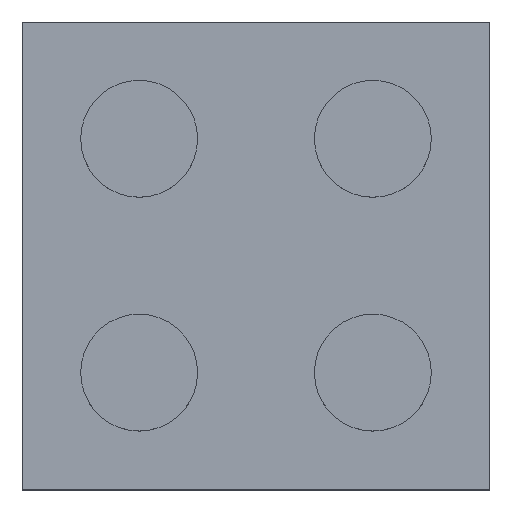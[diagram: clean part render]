
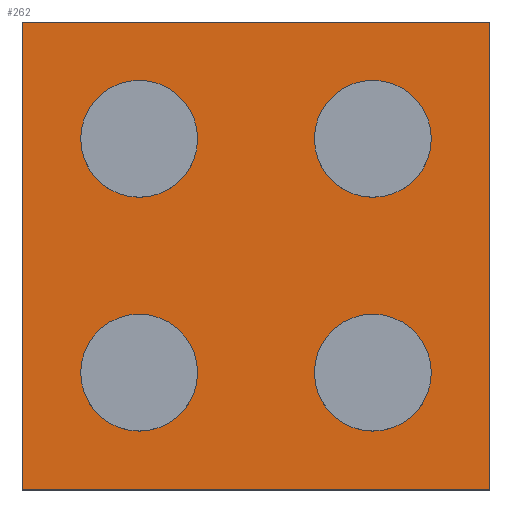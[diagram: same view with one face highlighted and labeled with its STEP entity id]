
A CAD part, top view. The second image highlights one B-rep face of the part: STEP entity #262.
In plain terms, the highlighted planar face has unit normal (0, 0, 1).
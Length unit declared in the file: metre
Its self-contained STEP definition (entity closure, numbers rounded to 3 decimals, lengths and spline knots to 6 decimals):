
#20=CIRCLE('',#298,0.003175);
#21=CIRCLE('',#299,0.003175);
#22=CIRCLE('',#300,0.003175);
#23=CIRCLE('',#301,0.003175);
#52=ORIENTED_EDGE('',*,*,#104,.F.);
#53=ORIENTED_EDGE('',*,*,#105,.F.);
#54=ORIENTED_EDGE('',*,*,#106,.F.);
#55=ORIENTED_EDGE('',*,*,#107,.F.);
#56=ORIENTED_EDGE('',*,*,#94,.F.);
#57=ORIENTED_EDGE('',*,*,#98,.T.);
#58=ORIENTED_EDGE('',*,*,#101,.T.);
#59=ORIENTED_EDGE('',*,*,#103,.F.);
#94=EDGE_CURVE('',#122,#123,#146,.T.);
#98=EDGE_CURVE('',#122,#125,#150,.T.);
#101=EDGE_CURVE('',#125,#127,#153,.T.);
#103=EDGE_CURVE('',#123,#127,#155,.T.);
#104=EDGE_CURVE('',#128,#128,#20,.T.);
#105=EDGE_CURVE('',#129,#129,#21,.T.);
#106=EDGE_CURVE('',#130,#130,#22,.T.);
#107=EDGE_CURVE('',#131,#131,#23,.T.);
#122=VERTEX_POINT('',#427);
#123=VERTEX_POINT('',#429);
#125=VERTEX_POINT('',#435);
#127=VERTEX_POINT('',#441);
#128=VERTEX_POINT('',#448);
#129=VERTEX_POINT('',#450);
#130=VERTEX_POINT('',#452);
#131=VERTEX_POINT('',#454);
#146=LINE('',#428,#158);
#150=LINE('',#436,#162);
#153=LINE('',#442,#165);
#155=LINE('',#445,#167);
#158=VECTOR('',#337,1.);
#162=VECTOR('',#343,1.);
#165=VECTOR('',#348,1.);
#167=VECTOR('',#352,1.);
#172=EDGE_LOOP('',(#52));
#173=EDGE_LOOP('',(#53));
#174=EDGE_LOOP('',(#54));
#175=EDGE_LOOP('',(#55));
#176=EDGE_LOOP('',(#56,#57,#58,#59));
#210=FACE_BOUND('',#172,.T.);
#211=FACE_BOUND('',#173,.T.);
#212=FACE_BOUND('',#174,.T.);
#213=FACE_BOUND('',#175,.T.);
#214=FACE_BOUND('',#176,.T.);
#248=PLANE('',#297);
#262=ADVANCED_FACE('',(#210,#211,#212,#213,#214),#248,.T.);
#297=AXIS2_PLACEMENT_3D('',#446,#353,#354);
#298=AXIS2_PLACEMENT_3D('',#447,#355,#356);
#299=AXIS2_PLACEMENT_3D('',#449,#357,#358);
#300=AXIS2_PLACEMENT_3D('',#451,#359,#360);
#301=AXIS2_PLACEMENT_3D('',#453,#361,#362);
#337=DIRECTION('',(0.,-1.,0.));
#343=DIRECTION('',(-1.,0.,0.));
#348=DIRECTION('',(0.,-1.,0.));
#352=DIRECTION('',(-1.,0.,0.));
#353=DIRECTION('',(0.,0.,1.));
#354=DIRECTION('',(1.,0.,0.));
#355=DIRECTION('',(0.,0.,1.));
#356=DIRECTION('',(1.,0.,0.));
#357=DIRECTION('',(0.,0.,1.));
#358=DIRECTION('',(1.,0.,0.));
#359=DIRECTION('',(0.,0.,1.));
#360=DIRECTION('',(1.,0.,0.));
#361=DIRECTION('',(0.,0.,1.));
#362=DIRECTION('',(1.,0.,0.));
#427=CARTESIAN_POINT('',(0.0127,0.0127,0.0127));
#428=CARTESIAN_POINT('',(0.0127,0.,0.0127));
#429=CARTESIAN_POINT('',(0.0127,-0.0127,0.0127));
#435=CARTESIAN_POINT('',(-0.0127,0.0127,0.0127));
#436=CARTESIAN_POINT('',(0.,0.0127,0.0127));
#441=CARTESIAN_POINT('',(-0.0127,-0.0127,0.0127));
#442=CARTESIAN_POINT('',(-0.0127,0.,0.0127));
#445=CARTESIAN_POINT('',(0.,-0.0127,0.0127));
#446=CARTESIAN_POINT('',(0.,0.,0.0127));
#447=CARTESIAN_POINT('',(0.00635,-0.00635,0.0127));
#448=CARTESIAN_POINT('',(0.009525,-0.00635,0.0127));
#449=CARTESIAN_POINT('',(0.00635,0.00635,0.0127));
#450=CARTESIAN_POINT('',(0.009525,0.00635,0.0127));
#451=CARTESIAN_POINT('',(-0.00635,-0.00635,0.0127));
#452=CARTESIAN_POINT('',(-0.003175,-0.00635,0.0127));
#453=CARTESIAN_POINT('',(-0.00635,0.00635,0.0127));
#454=CARTESIAN_POINT('',(-0.003175,0.00635,0.0127));
